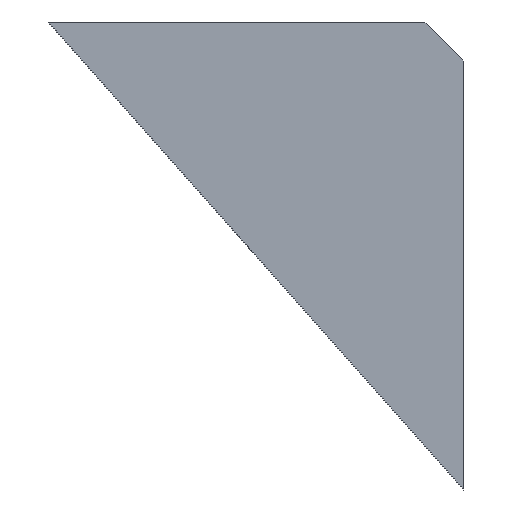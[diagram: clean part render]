
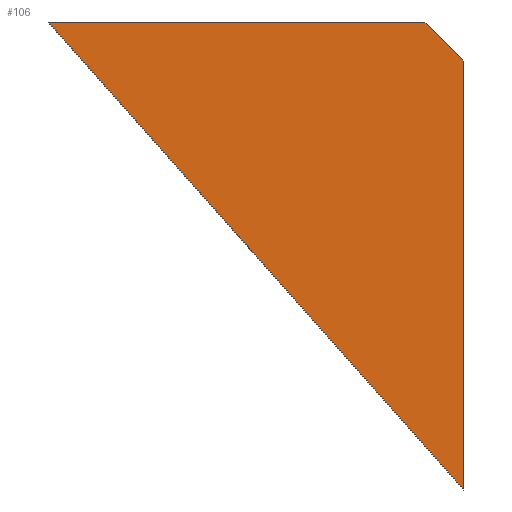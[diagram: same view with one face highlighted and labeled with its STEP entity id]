
A CAD part, left-side view. The second image highlights one B-rep face of the part: STEP entity #106.
In plain terms, the highlighted planar face has unit normal (-1, 0, 0).
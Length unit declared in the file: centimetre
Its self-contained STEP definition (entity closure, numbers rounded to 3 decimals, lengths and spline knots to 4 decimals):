
#20=FACE_OUTER_BOUND('',#26,.T.);
#26=EDGE_LOOP('',(#82,#83,#84,#85));
#31=LINE('',#150,#43);
#34=LINE('',#156,#46);
#37=LINE('',#162,#49);
#38=LINE('',#163,#50);
#43=VECTOR('',#123,2.9);
#46=VECTOR('',#128,4.8166);
#49=VECTOR('',#133,3.3);
#50=VECTOR('',#134,0.4243);
#54=VERTEX_POINT('',#146);
#56=VERTEX_POINT('',#149);
#58=VERTEX_POINT('',#155);
#60=VERTEX_POINT('',#161);
#63=EDGE_CURVE('',#56,#54,#31,.T.);
#66=EDGE_CURVE('',#54,#58,#34,.T.);
#69=EDGE_CURVE('',#58,#60,#37,.T.);
#70=EDGE_CURVE('',#60,#56,#38,.T.);
#82=ORIENTED_EDGE('',*,*,#66,.T.);
#83=ORIENTED_EDGE('',*,*,#69,.T.);
#84=ORIENTED_EDGE('',*,*,#70,.T.);
#85=ORIENTED_EDGE('',*,*,#63,.T.);
#100=PLANE('',#114);
#106=ADVANCED_FACE('',(#20),#100,.F.);
#114=AXIS2_PLACEMENT_3D('',#160,#131,#132);
#123=DIRECTION('',(0.,1.,0.));
#128=DIRECTION('',(0.,-0.664,-0.747));
#131=DIRECTION('center_axis',(1.,0.,0.));
#132=DIRECTION('ref_axis',(0.,-1.,0.));
#133=DIRECTION('',(0.,0.,1.));
#134=DIRECTION('',(0.,0.707,0.707));
#146=CARTESIAN_POINT('',(0.,-2.75,0.));
#149=CARTESIAN_POINT('',(0.,-5.65,0.));
#150=CARTESIAN_POINT('',(0.,-5.65,0.));
#155=CARTESIAN_POINT('',(0.,-5.95,-3.6));
#156=CARTESIAN_POINT('',(0.,-2.75,0.));
#160=CARTESIAN_POINT('Origin',(0.,-2.75,0.));
#161=CARTESIAN_POINT('',(0.,-5.95,-0.3));
#162=CARTESIAN_POINT('',(0.,-5.95,-3.6));
#163=CARTESIAN_POINT('',(0.,-5.95,-0.3));
